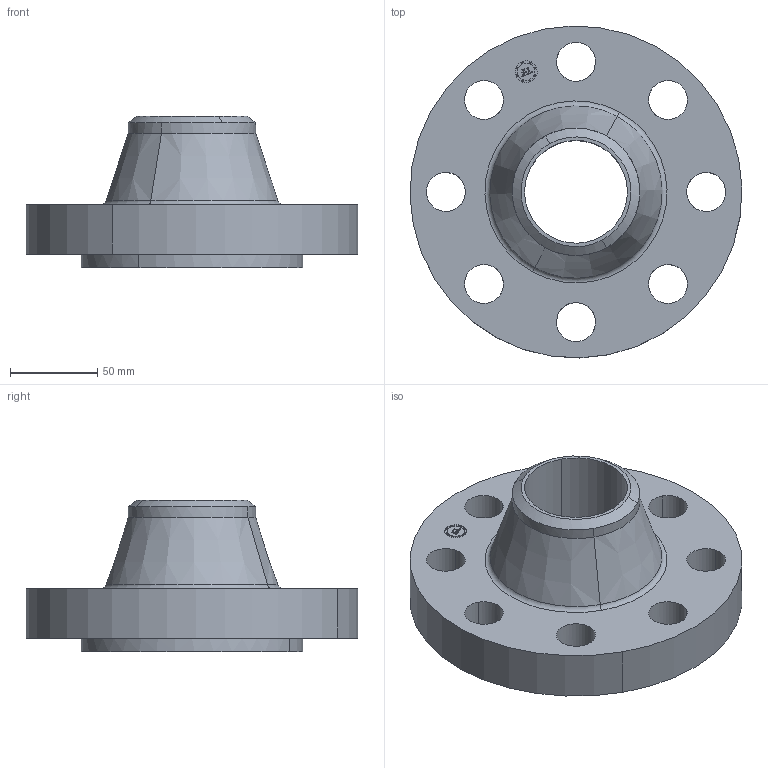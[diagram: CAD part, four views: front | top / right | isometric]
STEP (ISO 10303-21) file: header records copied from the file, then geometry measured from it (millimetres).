
FILE_DESCRIPTION(('3D STEP'),'2;1');
FILE_NAME('2.5-600-WELD-NECK-RTJ-80-FLANGE.stp','2013-01-28T01:25:35+00:00',('Texas Flange'),(''),'CATIA Version 5 Release 20 SP 6 (IN-10)','CATIA V5 STEP AP214','800-826-3801');
FILE_SCHEMA(('AUTOMOTIVE_DESIGN { 1 0 10303 214 1 1 1 1 }'));
Length unit declared in the file: inch
Products named in the file (1): 2.5-600-WELD-NECK-RTJ-80-FLANGE
Bounding box: 190.45 x 190.45 x 87.2 mm (x, y, z)
Volume: 844821 mm3; surface area: 110474.1 mm2
Topology: 1 solids, 1 shells, 429 faces, 1226 edges, 812 vertices
Faces by surface type: plane 371, cylinder 44, cone 8, torus 6
Entity records: 16090 total; most frequent: ORIENTED_EDGE 2452, CARTESIAN_POINT 2413, DIRECTION 1974, EDGE_CURVE 1226, VECTOR 1096, LINE 1096, VERTEX_POINT 812, AXIS2_PLACEMENT_3D 505
